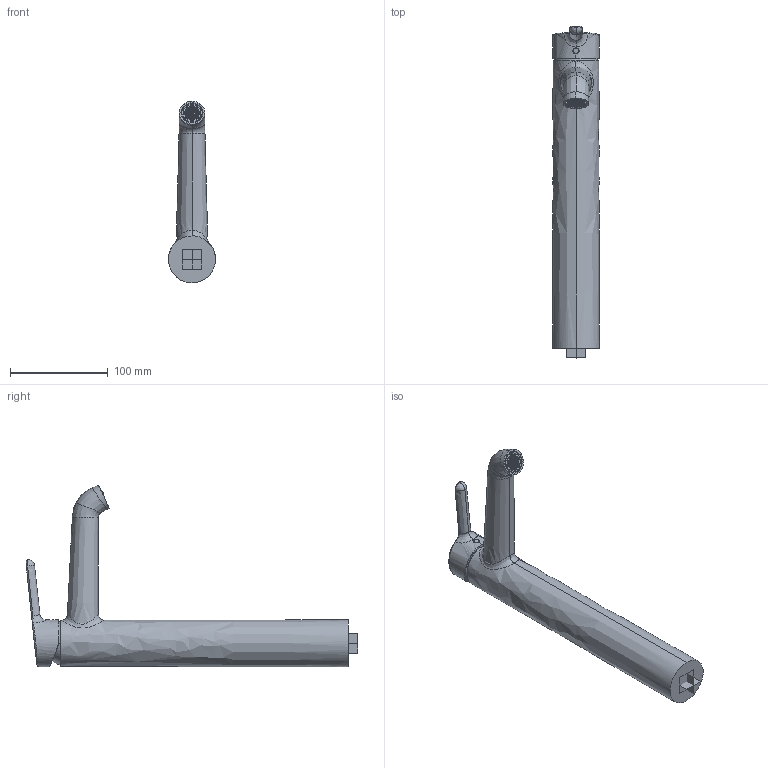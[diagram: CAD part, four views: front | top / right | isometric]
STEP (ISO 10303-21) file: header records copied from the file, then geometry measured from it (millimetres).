
FILE_DESCRIPTION((''),'2;1');
FILE_NAME('TVW116003000_3DPL','2025-06-03T10:34:59',('LazarovP'),(''),'CREO PARAMETRIC BY PTC INC, 2024253','CREO PARAMETRIC BY PTC INC, 2024253','');
FILE_SCHEMA(('AP242_MANAGED_MODEL_BASED_3D_ENGINEERING_MIM_LF { 1 0 10303 442 1 1 4 }'));
Products named in the file (1): TVW116003000_3DPL
Bounding box: 48 x 339.38 x 185.78 mm (x, y, z)
Volume: 661773.4 mm3; surface area: 68197.5 mm2
Topology: 1 solids, 4 shells, 1070 faces, 2857 edges, 1882 vertices
Faces by surface type: cylinder 456, plane 356, bspline 119, extrusion 111, torus 22, cone 4, sphere 2
Entity records: 53933 total; most frequent: CARTESIAN_POINT 20278, ORIENTED_EDGE 5702, DIRECTION 3658, EDGE_CURVE 2857, VERTEX_POINT 1882, VECTOR 1538, LINE 1427, FILL_AREA_STYLE_COLOUR 1348
